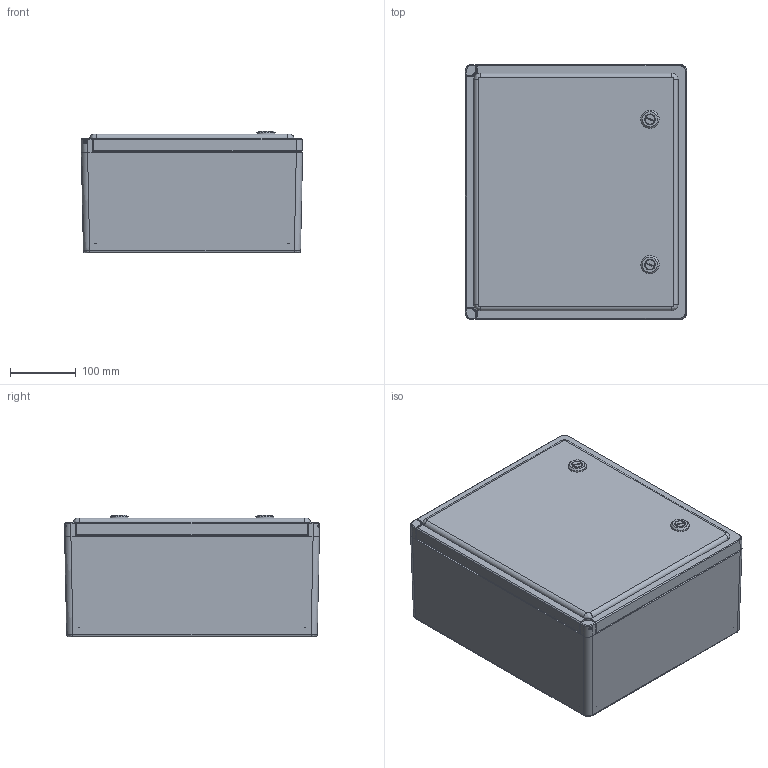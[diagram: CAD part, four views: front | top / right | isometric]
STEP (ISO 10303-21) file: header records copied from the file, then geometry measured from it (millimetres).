
FILE_DESCRIPTION(/* description */ (''),/* implementation_level */ '2;1');
FILE_NAME(/* name */ 'HW-151307CHQTD.stp',/* time_stamp */ '2014-04-09T08:36:09-05:00',/* author */ ('jtigges'),/* organization */ (''),/* preprocessor_version */ 'ST-DEVELOPER v15.2',/* originating_system */ 'Autodesk Inventor 2014',/* authorisation */ '');
FILE_SCHEMA (('AUTOMOTIVE_DESIGN { 1 0 10303 214 3 1 1 }'));
Length unit declared in the file: inch
Products named in the file (21): WP1513HLBOX; 0.3125-18 X 0.563 DP BRASS INSERT; 10-32 X0.3125 DP BRASS INSERT; 10-24 X 0.625 DP BRASS INSERT; KEEPER; ALIGNMENT PIN; RMRIV44; WP1513HLCVR; HOUSING; NUT; HOUSING SUB PART; cam; hexbolt; QUARTER TURN LATCH; GASKET_1513H; PUSH TACK; SS HINGE PIN; SS HINGE PIN WASHER; CL1513HL_STP
Bounding box: 335.92 x 386.59 x 184.94 mm (x, y, z)
Volume: 2303449.1 mm3; surface area: 1105725.5 mm2
Topology: 39 solids, 39 shells, 1294 faces, 3093 edges, 1906 vertices
Faces by surface type: plane 569, cylinder 385, cone 120, bspline 114, torus 98, sphere 8
Full cylindrical faces by diameter (mm): 2.235 x2, 2.42 x2, 2.438 x2, 2.489 x2, 2.64 x4, 3.302 x4, 3.556 x8, 3.683 x2, 3.81 x2, 3.962 x4, 3.969 x2, 4.52 x4, 4.547 x2, 4.7 x11, 4.762 x4, 5.556 x2, 5.84 x2, 5.944 x2, 6.35 x14, 7.1 x2, 7.144 x12, 7.6 x1, 7.938 x4, 9.311 x2, 9.42 x2, 9.525 x2, 10.16 x2, 13.494 x8, 16 x2, 16.002 x2
Entity records: 38574 total; most frequent: CARTESIAN_POINT 13374, DIRECTION 5435, ORIENTED_EDGE 4936, EDGE_CURVE 2468, AXIS2_PLACEMENT_3D 2060, VERTEX_POINT 1548, LINE 1315, VECTOR 1315
